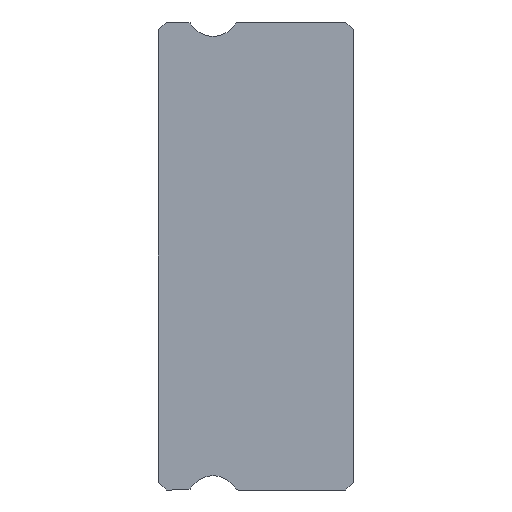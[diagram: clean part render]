
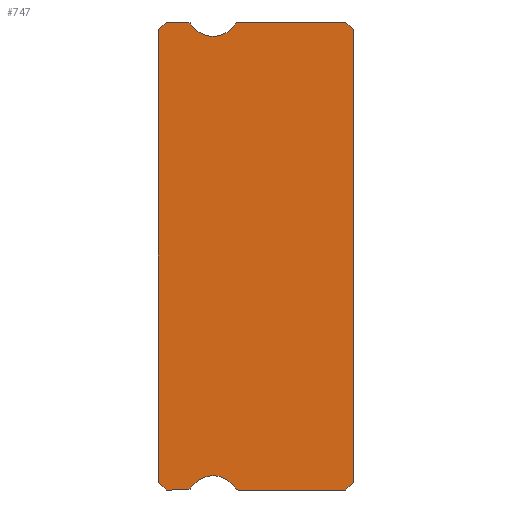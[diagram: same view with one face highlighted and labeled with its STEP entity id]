
A CAD part, left-side view. The second image highlights one B-rep face of the part: STEP entity #747.
In plain terms, the highlighted planar face has unit normal (-1, 0, 0).
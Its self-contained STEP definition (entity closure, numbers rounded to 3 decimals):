
#34 = ORIENTED_EDGE ( 'NONE', *, *, #2011, .F. ) ;
#35 = VERTEX_POINT ( 'NONE', #1888 ) ;
#36 = DIRECTION ( 'NONE',  ( 0., 1., 0. ) ) ;
#51 = AXIS2_PLACEMENT_3D ( 'NONE', #1489, #277, #1688 ) ;
#57 = CARTESIAN_POINT ( 'NONE',  ( -15., 5.4, 9.45 ) ) ;
#108 = EDGE_CURVE ( 'NONE', #2442, #2055, #2890, .T. ) ;
#123 = DIRECTION ( 'NONE',  ( 0., -0.707, -0.707 ) ) ;
#135 = ORIENTED_EDGE ( 'NONE', *, *, #1872, .F. ) ;
#183 = AXIS2_PLACEMENT_3D ( 'NONE', #2488, #2731, #559 ) ;
#193 = DIRECTION ( 'NONE',  ( 0., 0., -1. ) ) ;
#200 = EDGE_CURVE ( 'NONE', #2388, #35, #1047, .T. ) ;
#219 = EDGE_CURVE ( 'NONE', #2513, #2805, #3002, .T. ) ;
#252 = AXIS2_PLACEMENT_3D ( 'NONE', #2175, #2651, #2928 ) ;
#262 = CARTESIAN_POINT ( 'NONE',  ( -15., 0., -8.7 ) ) ;
#277 = DIRECTION ( 'NONE',  ( 1., 0., 0. ) ) ;
#285 = VECTOR ( 'NONE', #123, 1000. ) ;
#302 = CARTESIAN_POINT ( 'NONE',  ( -15., 6.381, -9. ) ) ;
#311 = EDGE_CURVE ( 'NONE', #35, #892, #2780, .T. ) ;
#322 = EDGE_CURVE ( 'NONE', #390, #2805, #1537, .T. ) ;
#331 = CARTESIAN_POINT ( 'NONE',  ( -15., 7.5, 8.7 ) ) ;
#390 = VERTEX_POINT ( 'NONE', #262 ) ;
#398 = EDGE_CURVE ( 'NONE', #2971, #2294, #1483, .T. ) ;
#504 = EDGE_CURVE ( 'NONE', #1638, #892, #804, .T. ) ;
#547 = DIRECTION ( 'NONE',  ( 0., 1., 0. ) ) ;
#559 = DIRECTION ( 'NONE',  ( 0., 0., -1. ) ) ;
#597 = CARTESIAN_POINT ( 'NONE',  ( -15., 7.2, 9. ) ) ;
#614 = CARTESIAN_POINT ( 'NONE',  ( -15., 0., 8.7 ) ) ;
#639 = ORIENTED_EDGE ( 'NONE', *, *, #2400, .F. ) ;
#692 = VERTEX_POINT ( 'NONE', #1226 ) ;
#716 = CARTESIAN_POINT ( 'NONE',  ( -15., 5.4, -9.45 ) ) ;
#747 = ADVANCED_FACE ( 'NONE', ( #2372 ), #2412, .F. ) ;
#790 = ORIENTED_EDGE ( 'NONE', *, *, #108, .F. ) ;
#791 = AXIS2_PLACEMENT_3D ( 'NONE', #983, #1667, #193 ) ;
#803 = CIRCLE ( 'NONE', #1913, 0.15 ) ;
#804 = LINE ( 'NONE', #1764, #1438 ) ;
#817 = ORIENTED_EDGE ( 'NONE', *, *, #2267, .F. ) ;
#840 = ORIENTED_EDGE ( 'NONE', *, *, #398, .F. ) ;
#861 = CARTESIAN_POINT ( 'NONE',  ( -15., 6.253, 8.928 ) ) ;
#892 = VERTEX_POINT ( 'NONE', #1969 ) ;
#903 = CIRCLE ( 'NONE', #2057, 1. ) ;
#947 = VECTOR ( 'NONE', #547, 1000. ) ;
#950 = DIRECTION ( 'NONE',  ( 0., -1., 0. ) ) ;
#983 = CARTESIAN_POINT ( 'NONE',  ( -15., 6.381, 8.85 ) ) ;
#999 = ORIENTED_EDGE ( 'NONE', *, *, #504, .F. ) ;
#1045 = EDGE_CURVE ( 'NONE', #2055, #2609, #803, .T. ) ;
#1047 = LINE ( 'NONE', #597, #947 ) ;
#1072 = VERTEX_POINT ( 'NONE', #1920 ) ;
#1172 = VERTEX_POINT ( 'NONE', #302 ) ;
#1226 = CARTESIAN_POINT ( 'NONE',  ( -15., 4.547, 8.928 ) ) ;
#1261 = CARTESIAN_POINT ( 'NONE',  ( -15., 6.381, -9. ) ) ;
#1293 = ORIENTED_EDGE ( 'NONE', *, *, #200, .T. ) ;
#1367 = ORIENTED_EDGE ( 'NONE', *, *, #1591, .F. ) ;
#1404 = DIRECTION ( 'NONE',  ( 0., 0., -1. ) ) ;
#1410 = ORIENTED_EDGE ( 'NONE', *, *, #1045, .F. ) ;
#1438 = VECTOR ( 'NONE', #2733, 1000. ) ;
#1439 = EDGE_CURVE ( 'NONE', #1638, #1072, #2335, .T. ) ;
#1483 = CIRCLE ( 'NONE', #2899, 1. ) ;
#1489 = CARTESIAN_POINT ( 'NONE',  ( -15., 6.381, 8.85 ) ) ;
#1499 = DIRECTION ( 'NONE',  ( -1., 0., 0. ) ) ;
#1513 = EDGE_CURVE ( 'NONE', #2609, #2522, #903, .T. ) ;
#1520 = DIRECTION ( 'NONE',  ( -1., 0., 0. ) ) ;
#1537 = LINE ( 'NONE', #614, #1743 ) ;
#1544 = CIRCLE ( 'NONE', #183, 0.15 ) ;
#1591 = EDGE_CURVE ( 'NONE', #390, #2442, #2835, .T. ) ;
#1605 = LINE ( 'NONE', #2577, #1931 ) ;
#1616 = CARTESIAN_POINT ( 'NONE',  ( -15., 6.381, 9. ) ) ;
#1618 = ORIENTED_EDGE ( 'NONE', *, *, #3104, .F. ) ;
#1632 = LINE ( 'NONE', #1616, #1921 ) ;
#1637 = CARTESIAN_POINT ( 'NONE',  ( -15., 6.381, 9. ) ) ;
#1638 = VERTEX_POINT ( 'NONE', #2322 ) ;
#1667 = DIRECTION ( 'NONE',  ( 1., 0., 0. ) ) ;
#1688 = DIRECTION ( 'NONE',  ( 0., 0., -1. ) ) ;
#1717 = CARTESIAN_POINT ( 'NONE',  ( -15., 5.4, 9.45 ) ) ;
#1743 = VECTOR ( 'NONE', #2509, 1000. ) ;
#1764 = CARTESIAN_POINT ( 'NONE',  ( -15., 7.5, 8.85 ) ) ;
#1823 = AXIS2_PLACEMENT_3D ( 'NONE', #57, #1499, #1404 ) ;
#1854 = CARTESIAN_POINT ( 'NONE',  ( -15., 7.2, -9. ) ) ;
#1859 = DIRECTION ( 'NONE',  ( 1., 0., 0. ) ) ;
#1872 = EDGE_CURVE ( 'NONE', #692, #2719, #1544, .T. ) ;
#1888 = CARTESIAN_POINT ( 'NONE',  ( -15., 7.2, 9. ) ) ;
#1904 = CARTESIAN_POINT ( 'NONE',  ( -15., 0., -8.7 ) ) ;
#1907 = CARTESIAN_POINT ( 'NONE',  ( -15., 4.419, -9. ) ) ;
#1913 = AXIS2_PLACEMENT_3D ( 'NONE', #2323, #1859, #2046 ) ;
#1920 = CARTESIAN_POINT ( 'NONE',  ( -15., 7.2, -9. ) ) ;
#1921 = VECTOR ( 'NONE', #950, 1000. ) ;
#1925 = CARTESIAN_POINT ( 'NONE',  ( -15., 0.3, -9. ) ) ;
#1931 = VECTOR ( 'NONE', #2116, 1000. ) ;
#1969 = CARTESIAN_POINT ( 'NONE',  ( -15., 7.5, 8.7 ) ) ;
#2011 = EDGE_CURVE ( 'NONE', #2719, #2513, #1632, .T. ) ;
#2046 = DIRECTION ( 'NONE',  ( 0., 0., -1. ) ) ;
#2053 = ORIENTED_EDGE ( 'NONE', *, *, #3012, .T. ) ;
#2054 = VECTOR ( 'NONE', #36, 1000. ) ;
#2055 = VERTEX_POINT ( 'NONE', #1907 ) ;
#2057 = AXIS2_PLACEMENT_3D ( 'NONE', #716, #3077, #2406 ) ;
#2093 = VECTOR ( 'NONE', #2298, 1000. ) ;
#2116 = DIRECTION ( 'NONE',  ( 0., -1., 0. ) ) ;
#2175 = CARTESIAN_POINT ( 'NONE',  ( -15., 6.381, -8.85 ) ) ;
#2235 = CARTESIAN_POINT ( 'NONE',  ( -15., 0.3, 9. ) ) ;
#2248 = ORIENTED_EDGE ( 'NONE', *, *, #322, .T. ) ;
#2265 = DIRECTION ( 'NONE',  ( 0., 0.707, -0.707 ) ) ;
#2267 = EDGE_CURVE ( 'NONE', #2294, #692, #2279, .T. ) ;
#2279 = CIRCLE ( 'NONE', #1823, 1. ) ;
#2294 = VERTEX_POINT ( 'NONE', #2373 ) ;
#2298 = DIRECTION ( 'NONE',  ( 0., -0.707, -0.707 ) ) ;
#2322 = CARTESIAN_POINT ( 'NONE',  ( -15., 7.5, -8.7 ) ) ;
#2323 = CARTESIAN_POINT ( 'NONE',  ( -15., 4.419, -8.85 ) ) ;
#2335 = LINE ( 'NONE', #1854, #285 ) ;
#2372 = FACE_OUTER_BOUND ( 'NONE', #2986, .T. ) ;
#2373 = CARTESIAN_POINT ( 'NONE',  ( -15., 5.4, 8.45 ) ) ;
#2388 = VERTEX_POINT ( 'NONE', #1637 ) ;
#2400 = EDGE_CURVE ( 'NONE', #2522, #1172, #2526, .T. ) ;
#2406 = DIRECTION ( 'NONE',  ( 0., 0., -1. ) ) ;
#2412 = PLANE ( 'NONE',  #791 ) ;
#2416 = ORIENTED_EDGE ( 'NONE', *, *, #219, .F. ) ;
#2442 = VERTEX_POINT ( 'NONE', #1925 ) ;
#2455 = CARTESIAN_POINT ( 'NONE',  ( -15., 6.253, -8.928 ) ) ;
#2488 = CARTESIAN_POINT ( 'NONE',  ( -15., 4.419, 8.85 ) ) ;
#2500 = CARTESIAN_POINT ( 'NONE',  ( -15., 4.547, -8.928 ) ) ;
#2509 = DIRECTION ( 'NONE',  ( 0., 0., 1. ) ) ;
#2513 = VERTEX_POINT ( 'NONE', #2637 ) ;
#2522 = VERTEX_POINT ( 'NONE', #2455 ) ;
#2526 = CIRCLE ( 'NONE', #252, 0.15 ) ;
#2577 = CARTESIAN_POINT ( 'NONE',  ( -15., 6.381, -9. ) ) ;
#2587 = CARTESIAN_POINT ( 'NONE',  ( -15., 4.419, 9. ) ) ;
#2605 = VECTOR ( 'NONE', #2265, 1000. ) ;
#2609 = VERTEX_POINT ( 'NONE', #2500 ) ;
#2637 = CARTESIAN_POINT ( 'NONE',  ( -15., 0.3, 9. ) ) ;
#2643 = ORIENTED_EDGE ( 'NONE', *, *, #311, .T. ) ;
#2651 = DIRECTION ( 'NONE',  ( 1., 0., 0. ) ) ;
#2719 = VERTEX_POINT ( 'NONE', #2587 ) ;
#2731 = DIRECTION ( 'NONE',  ( 1., 0., 0. ) ) ;
#2733 = DIRECTION ( 'NONE',  ( 0., 0., 1. ) ) ;
#2739 = CIRCLE ( 'NONE', #51, 0.15 ) ;
#2752 = ORIENTED_EDGE ( 'NONE', *, *, #1513, .F. ) ;
#2780 = LINE ( 'NONE', #331, #2605 ) ;
#2805 = VERTEX_POINT ( 'NONE', #3139 ) ;
#2835 = LINE ( 'NONE', #1904, #2908 ) ;
#2843 = ORIENTED_EDGE ( 'NONE', *, *, #1439, .T. ) ;
#2860 = DIRECTION ( 'NONE',  ( 0., 0.707, -0.707 ) ) ;
#2890 = LINE ( 'NONE', #1261, #2054 ) ;
#2899 = AXIS2_PLACEMENT_3D ( 'NONE', #1717, #1520, #2983 ) ;
#2908 = VECTOR ( 'NONE', #2860, 1000. ) ;
#2928 = DIRECTION ( 'NONE',  ( 0., 0., -1. ) ) ;
#2971 = VERTEX_POINT ( 'NONE', #861 ) ;
#2983 = DIRECTION ( 'NONE',  ( 0., 0., -1. ) ) ;
#2986 = EDGE_LOOP ( 'NONE', ( #999, #2843, #2053, #639, #2752, #1410, #790, #1367, #2248, #2416, #34, #135, #817, #840, #1618, #1293, #2643 ) ) ;
#3002 = LINE ( 'NONE', #2235, #2093 ) ;
#3012 = EDGE_CURVE ( 'NONE', #1072, #1172, #1605, .T. ) ;
#3077 = DIRECTION ( 'NONE',  ( -1., 0., 0. ) ) ;
#3104 = EDGE_CURVE ( 'NONE', #2388, #2971, #2739, .T. ) ;
#3139 = CARTESIAN_POINT ( 'NONE',  ( -15., 0., 8.7 ) ) ;
